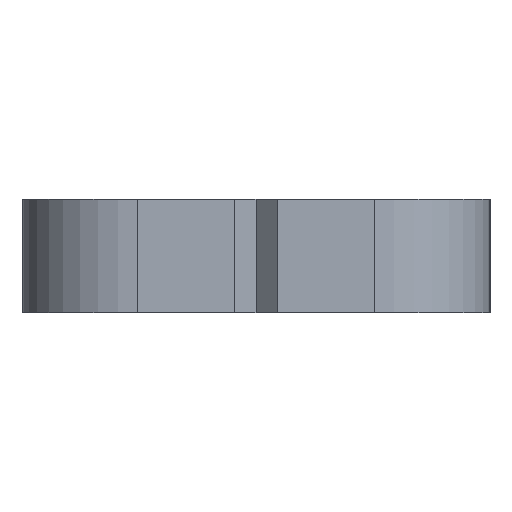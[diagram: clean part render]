
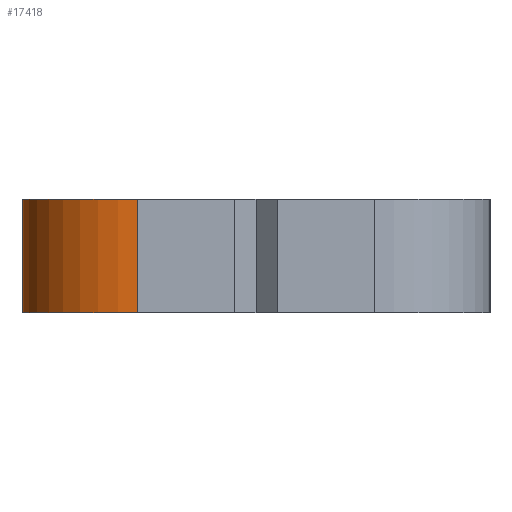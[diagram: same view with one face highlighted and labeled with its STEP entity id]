
A CAD part, left-side view. The second image highlights one B-rep face of the part: STEP entity #17418.
In plain terms, the highlighted cylindrical face has radius 6.2 mm (diameter 12.4 mm), a partial arc.
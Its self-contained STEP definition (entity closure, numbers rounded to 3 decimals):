
#1813 = DIRECTION ( 'NONE',  ( 1., 0., 0. ) ) ;
#1895 = CARTESIAN_POINT ( 'NONE',  ( -50.65, 6.35, 3.05 ) ) ;
#2204 = AXIS2_PLACEMENT_3D ( 'NONE', #8612, #30211, #1813 ) ;
#2254 = EDGE_CURVE ( 'NONE', #21173, #26336, #9586, .T. ) ;
#3529 = LINE ( 'NONE', #28043, #3556 ) ;
#3556 = VECTOR ( 'NONE', #11182, 1000. ) ;
#4900 = CARTESIAN_POINT ( 'NONE',  ( -44.45, 12.55, 3.05 ) ) ;
#4924 = DIRECTION ( 'NONE',  ( 0., 0., -1. ) ) ;
#5035 = EDGE_LOOP ( 'NONE', ( #27320, #16638, #16674, #23357 ) ) ;
#5590 = CIRCLE ( 'NONE', #9067, 6.2 ) ;
#5638 = CYLINDRICAL_SURFACE ( 'NONE', #2204, 6.2 ) ;
#5743 = FACE_OUTER_BOUND ( 'NONE', #5035, .T. ) ;
#6162 = DIRECTION ( 'NONE',  ( 0., 0., 1. ) ) ;
#6395 = VERTEX_POINT ( 'NONE', #25909 ) ;
#7417 = AXIS2_PLACEMENT_3D ( 'NONE', #18840, #4924, #21338 ) ;
#8612 = CARTESIAN_POINT ( 'NONE',  ( -44.45, 6.35, -107.413 ) ) ;
#9050 = CARTESIAN_POINT ( 'NONE',  ( -44.45, 12.55, -107.413 ) ) ;
#9067 = AXIS2_PLACEMENT_3D ( 'NONE', #20199, #6162, #22694 ) ;
#9533 = VECTOR ( 'NONE', #23301, 1000. ) ;
#9586 = LINE ( 'NONE', #9050, #9533 ) ;
#10416 = EDGE_CURVE ( 'NONE', #26336, #26196, #5590, .T. ) ;
#10865 = EDGE_CURVE ( 'NONE', #6395, #26196, #3529, .T. ) ;
#11182 = DIRECTION ( 'NONE',  ( 0., 0., 1. ) ) ;
#12262 = EDGE_CURVE ( 'NONE', #6395, #21173, #26433, .T. ) ;
#16638 = ORIENTED_EDGE ( 'NONE', *, *, #12262, .F. ) ;
#16674 = ORIENTED_EDGE ( 'NONE', *, *, #10865, .T. ) ;
#17418 = ADVANCED_FACE ( 'NONE', ( #5743 ), #5638, .T. ) ;
#18840 = CARTESIAN_POINT ( 'NONE',  ( -44.45, 6.35, -3.05 ) ) ;
#20199 = CARTESIAN_POINT ( 'NONE',  ( -44.45, 6.35, 3.05 ) ) ;
#21173 = VERTEX_POINT ( 'NONE', #30330 ) ;
#21338 = DIRECTION ( 'NONE',  ( 1., 0., 0. ) ) ;
#22694 = DIRECTION ( 'NONE',  ( 1., 0., 0. ) ) ;
#23301 = DIRECTION ( 'NONE',  ( 0., 0., 1. ) ) ;
#23357 = ORIENTED_EDGE ( 'NONE', *, *, #10416, .F. ) ;
#25909 = CARTESIAN_POINT ( 'NONE',  ( -50.65, 6.35, -3.05 ) ) ;
#26196 = VERTEX_POINT ( 'NONE', #1895 ) ;
#26336 = VERTEX_POINT ( 'NONE', #4900 ) ;
#26433 = CIRCLE ( 'NONE', #7417, 6.2 ) ;
#27320 = ORIENTED_EDGE ( 'NONE', *, *, #2254, .F. ) ;
#28043 = CARTESIAN_POINT ( 'NONE',  ( -50.65, 6.35, -107.413 ) ) ;
#30211 = DIRECTION ( 'NONE',  ( 0., 0., 1. ) ) ;
#30330 = CARTESIAN_POINT ( 'NONE',  ( -44.45, 12.55, -3.05 ) ) ;
